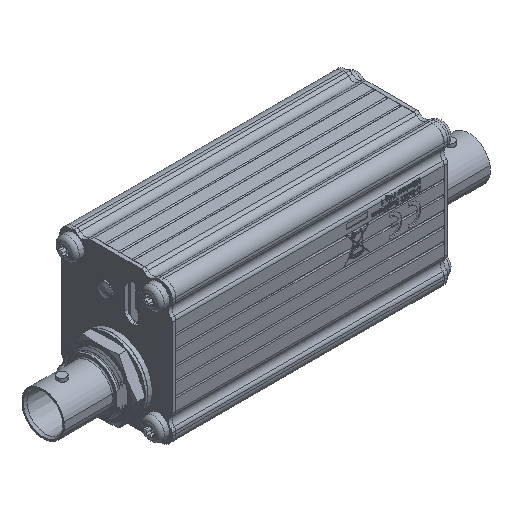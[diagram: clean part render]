
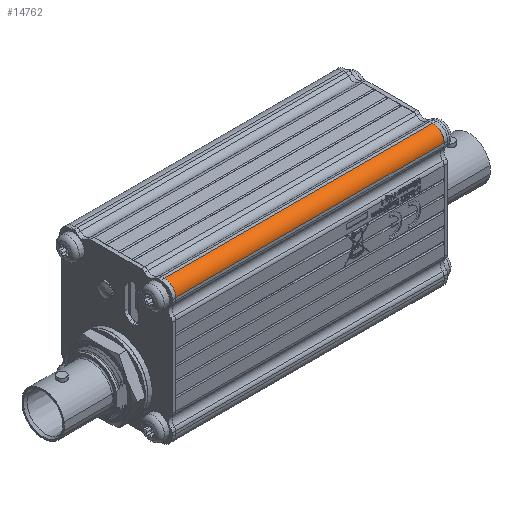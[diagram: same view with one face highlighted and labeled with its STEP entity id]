
A CAD part, isometric view. The second image highlights one B-rep face of the part: STEP entity #14762.
In plain terms, the highlighted cylindrical face has radius 2.54 mm (diameter 5.08 mm), a partial arc.
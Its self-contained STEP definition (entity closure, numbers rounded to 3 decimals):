
#758 = LINE ( 'NONE', #70334, #274809 ) ;
#6121 = ORIENTED_EDGE ( 'NONE', *, *, #93517, .F. ) ;
#12115 = DIRECTION ( 'NONE',  ( -1., 0., 0. ) ) ;
#14762 = ADVANCED_FACE ( 'NONE', ( #78922 ), #166820, .T. ) ;
#26063 = CARTESIAN_POINT ( 'NONE',  ( -30.225, -10.16, 15.875 ) ) ;
#45934 = AXIS2_PLACEMENT_3D ( 'NONE', #239028, #109247, #260824 ) ;
#50207 = CIRCLE ( 'NONE', #240124, 2.54 ) ;
#52098 = CARTESIAN_POINT ( 'NONE',  ( 30.225, -10.16, 13.335 ) ) ;
#54982 = ORIENTED_EDGE ( 'NONE', *, *, #230760, .T. ) ;
#70334 = CARTESIAN_POINT ( 'NONE',  ( 30.225, -10.16, 15.875 ) ) ;
#72041 = AXIS2_PLACEMENT_3D ( 'NONE', #52098, #267855, #139030 ) ;
#78922 = FACE_OUTER_BOUND ( 'NONE', #157636, .T. ) ;
#89440 = VECTOR ( 'NONE', #12115, 1000. ) ;
#93517 = EDGE_CURVE ( 'NONE', #159310, #242720, #50207, .T. ) ;
#109247 = DIRECTION ( 'NONE',  ( 1., 0., 0. ) ) ;
#111459 = CARTESIAN_POINT ( 'NONE',  ( 30.225, -10.16, 13.335 ) ) ;
#112154 = VERTEX_POINT ( 'NONE', #26063 ) ;
#129888 = DIRECTION ( 'NONE',  ( -1., 0., 0. ) ) ;
#133239 = DIRECTION ( 'NONE',  ( 0., 0., -1. ) ) ;
#139030 = DIRECTION ( 'NONE',  ( 0., 0., 1. ) ) ;
#146322 = CARTESIAN_POINT ( 'NONE',  ( -30.225, -12.7, 13.335 ) ) ;
#147941 = EDGE_CURVE ( 'NONE', #242720, #258480, #204570, .T. ) ;
#151830 = ORIENTED_EDGE ( 'NONE', *, *, #251687, .T. ) ;
#157636 = EDGE_LOOP ( 'NONE', ( #54982, #238596, #6121, #151830 ) ) ;
#159310 = VERTEX_POINT ( 'NONE', #177780 ) ;
#166820 = CYLINDRICAL_SURFACE ( 'NONE', #72041, 2.54 ) ;
#177780 = CARTESIAN_POINT ( 'NONE',  ( 30.225, -10.16, 15.875 ) ) ;
#204570 = LINE ( 'NONE', #248488, #89440 ) ;
#226213 = CIRCLE ( 'NONE', #45934, 2.54 ) ;
#230760 = EDGE_CURVE ( 'NONE', #112154, #258480, #226213, .T. ) ;
#238596 = ORIENTED_EDGE ( 'NONE', *, *, #147941, .F. ) ;
#239028 = CARTESIAN_POINT ( 'NONE',  ( -30.225, -10.16, 13.335 ) ) ;
#240124 = AXIS2_PLACEMENT_3D ( 'NONE', #111459, #263028, #133239 ) ;
#242720 = VERTEX_POINT ( 'NONE', #246120 ) ;
#246120 = CARTESIAN_POINT ( 'NONE',  ( 30.225, -12.7, 13.335 ) ) ;
#248488 = CARTESIAN_POINT ( 'NONE',  ( 30.225, -12.7, 13.335 ) ) ;
#251687 = EDGE_CURVE ( 'NONE', #159310, #112154, #758, .T. ) ;
#258480 = VERTEX_POINT ( 'NONE', #146322 ) ;
#260824 = DIRECTION ( 'NONE',  ( 0., 0., -1. ) ) ;
#263028 = DIRECTION ( 'NONE',  ( 1., 0., 0. ) ) ;
#267855 = DIRECTION ( 'NONE',  ( -1., 0., 0. ) ) ;
#274809 = VECTOR ( 'NONE', #129888, 1000. ) ;
